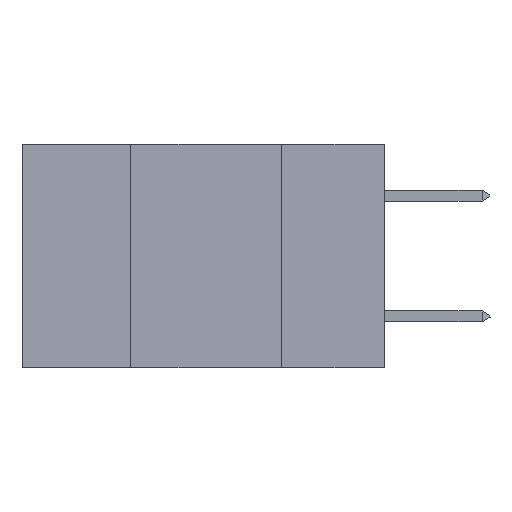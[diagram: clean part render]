
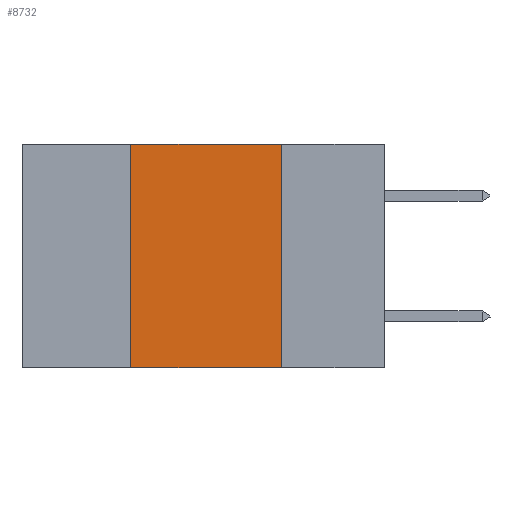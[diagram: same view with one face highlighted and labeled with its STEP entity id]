
A CAD part, left-side view. The second image highlights one B-rep face of the part: STEP entity #8732.
In plain terms, the highlighted planar face has unit normal (-1, 0, 0).
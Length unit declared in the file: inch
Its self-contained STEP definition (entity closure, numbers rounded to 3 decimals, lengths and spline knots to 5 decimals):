
#1611 = EDGE_CURVE ( 'NONE', #14842, #24325, #8565, .T. ) ;
#3233 = ORIENTED_EDGE ( 'NONE', *, *, #25899, .T. ) ;
#3807 = ORIENTED_EDGE ( 'NONE', *, *, #16540, .F. ) ;
#3971 = DIRECTION ( 'NONE',  ( 0., -1., 0. ) ) ;
#4089 = DIRECTION ( 'NONE',  ( 0., 0., -1. ) ) ;
#4525 = CARTESIAN_POINT ( 'NONE',  ( 0., 0.42, -0.37 ) ) ;
#5476 = AXIS2_PLACEMENT_3D ( 'NONE', #23682, #12386, #28115 ) ;
#7235 = EDGE_LOOP ( 'NONE', ( #3807, #27174, #15946, #3233 ) ) ;
#7754 = DIRECTION ( 'NONE',  ( 0., 0., 1. ) ) ;
#7972 = LINE ( 'NONE', #17163, #27127 ) ;
#8565 = LINE ( 'NONE', #29390, #23024 ) ;
#8732 = ADVANCED_FACE ( 'NONE', ( #21031 ), #26092, .F. ) ;
#12089 = VECTOR ( 'NONE', #16493, 39.37008 ) ;
#12386 = DIRECTION ( 'NONE',  ( 1., 0., 0. ) ) ;
#12470 = LINE ( 'NONE', #27479, #12089 ) ;
#13552 = CARTESIAN_POINT ( 'NONE',  ( 0., 0.17, 0. ) ) ;
#14842 = VERTEX_POINT ( 'NONE', #23382 ) ;
#15256 = CARTESIAN_POINT ( 'NONE',  ( 0., 0.17, -0.37 ) ) ;
#15523 = VERTEX_POINT ( 'NONE', #15256 ) ;
#15946 = ORIENTED_EDGE ( 'NONE', *, *, #18176, .F. ) ;
#16493 = DIRECTION ( 'NONE',  ( 0., -1., 0. ) ) ;
#16540 = EDGE_CURVE ( 'NONE', #24325, #15523, #22890, .T. ) ;
#17163 = CARTESIAN_POINT ( 'NONE',  ( 0., 0.42, 0. ) ) ;
#18176 = EDGE_CURVE ( 'NONE', #27340, #14842, #7972, .T. ) ;
#19471 = CARTESIAN_POINT ( 'NONE',  ( 0., 0.17, 0. ) ) ;
#21031 = FACE_OUTER_BOUND ( 'NONE', #7235, .T. ) ;
#22890 = LINE ( 'NONE', #13552, #25075 ) ;
#23024 = VECTOR ( 'NONE', #3971, 39.37008 ) ;
#23382 = CARTESIAN_POINT ( 'NONE',  ( 0., 0.42, 0. ) ) ;
#23682 = CARTESIAN_POINT ( 'NONE',  ( 0., 0.6, 0. ) ) ;
#24325 = VERTEX_POINT ( 'NONE', #19471 ) ;
#25075 = VECTOR ( 'NONE', #4089, 39.37008 ) ;
#25899 = EDGE_CURVE ( 'NONE', #27340, #15523, #12470, .T. ) ;
#26092 = PLANE ( 'NONE',  #5476 ) ;
#27127 = VECTOR ( 'NONE', #7754, 39.37008 ) ;
#27174 = ORIENTED_EDGE ( 'NONE', *, *, #1611, .F. ) ;
#27340 = VERTEX_POINT ( 'NONE', #4525 ) ;
#27479 = CARTESIAN_POINT ( 'NONE',  ( 0., 0.6, -0.37 ) ) ;
#28115 = DIRECTION ( 'NONE',  ( 0., 0., -1. ) ) ;
#29390 = CARTESIAN_POINT ( 'NONE',  ( 0., 0.6, 0. ) ) ;
